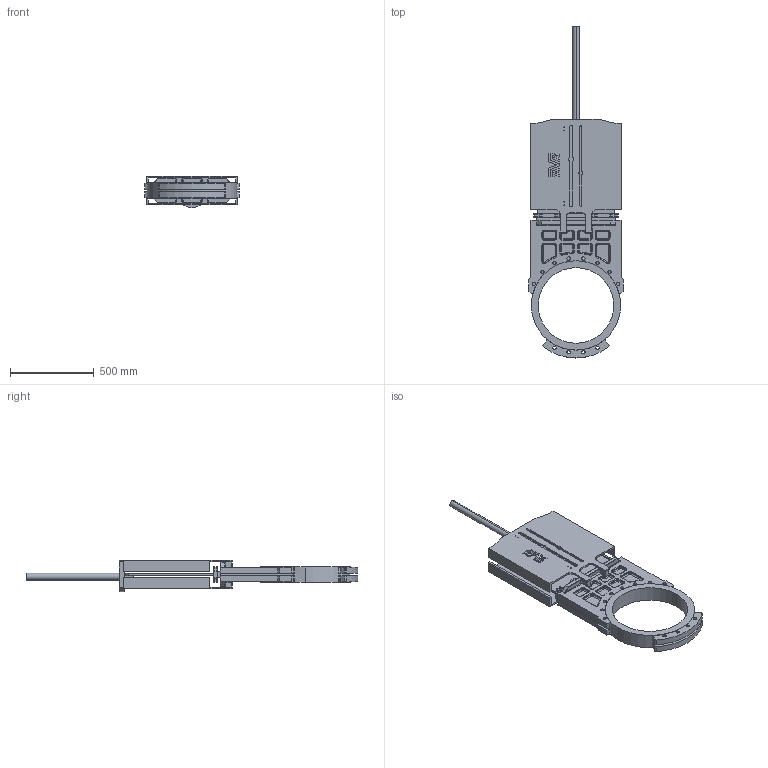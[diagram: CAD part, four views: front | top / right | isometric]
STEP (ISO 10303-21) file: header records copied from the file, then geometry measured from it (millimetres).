
FILE_DESCRIPTION (( 'STEP AP203' ), '1' );
FILE_NAME ('70245050034.STEP', '2017-04-03T11:30:48', ( '' ), ( '' ), 'SwSTEP 2.0', 'SolidWorks 2016', '' );
FILE_SCHEMA (( 'CONFIG_CONTROL_DESIGN' ));
Length unit declared in the file: millimetre
Products named in the file (1): 70245050034
Bounding box: 560 x 1977 x 187.2 mm (x, y, z)
Volume: 33022396.7 mm3; surface area: 3216526.9 mm2
Topology: 1 solids, 1 shells, 1128 faces, 2972 edges, 1868 vertices
Faces by surface type: cylinder 546, plane 409, torus 160, bspline 10, sphere 2, cone 1
Entity records: 35836 total; most frequent: CARTESIAN_POINT 6885, DIRECTION 6437, ORIENTED_EDGE 5926, EDGE_CURVE 2963, AXIS2_PLACEMENT_3D 2404, VERTEX_POINT 1868, VECTOR 1629, LINE 1629
